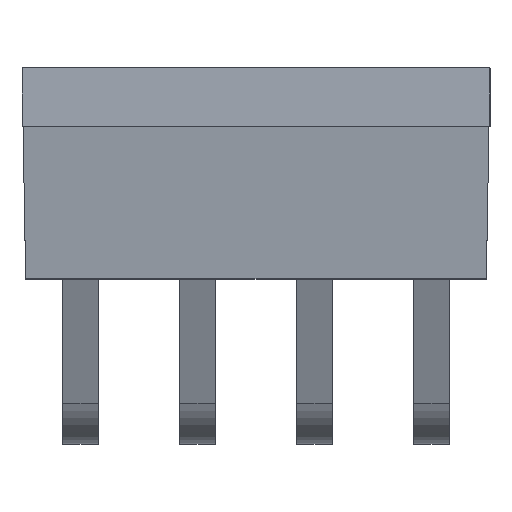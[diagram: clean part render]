
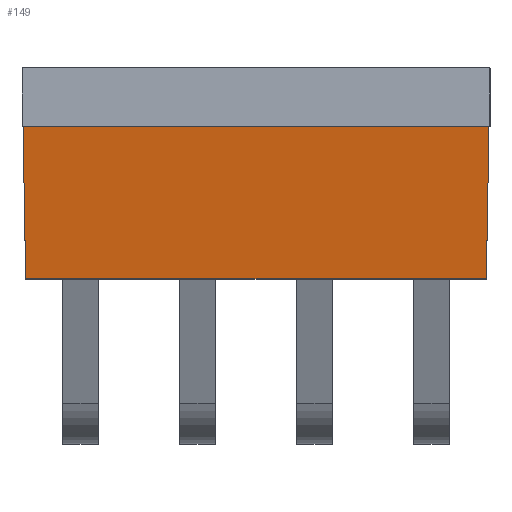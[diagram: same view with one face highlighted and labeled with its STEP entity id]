
A CAD part, top view. The second image highlights one B-rep face of the part: STEP entity #149.
In plain terms, the highlighted planar face has unit normal (0, -0.122, 0.993).
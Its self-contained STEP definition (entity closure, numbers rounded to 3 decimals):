
#149=ADVANCED_FACE('',(#306),#2715,.T.);
#306=FACE_OUTER_BOUND('',#464,.T.);
#464=EDGE_LOOP('',(#680,#681,#682,#683,#684,#685));
#680=ORIENTED_EDGE('',*,*,#1514,.T.);
#681=ORIENTED_EDGE('',*,*,#1494,.F.);
#682=ORIENTED_EDGE('',*,*,#1481,.F.);
#683=ORIENTED_EDGE('',*,*,#1489,.F.);
#684=ORIENTED_EDGE('',*,*,#1510,.F.);
#685=ORIENTED_EDGE('',*,*,#1506,.F.);
#1481=EDGE_CURVE('',#2346,#2349,#2063,.T.);
#1489=EDGE_CURVE('',#2354,#2346,#2071,.T.);
#1494=EDGE_CURVE('',#2349,#2356,#2076,.T.);
#1506=EDGE_CURVE('',#2367,#2366,#2085,.T.);
#1510=EDGE_CURVE('',#2366,#2354,#2088,.T.);
#1514=EDGE_CURVE('',#2367,#2356,#2092,.T.);
#2063=B_SPLINE_CURVE_WITH_KNOTS('',1,(#3068,#3069),.UNSPECIFIED.,.F.,.F.,
(2,2),(0.,8.16),.UNSPECIFIED.);
#2071=B_SPLINE_CURVE_WITH_KNOTS('',1,(#3084,#3085),.UNSPECIFIED.,.F.,.F.,
(2,2),(0.,0.978),.UNSPECIFIED.);
#2076=B_SPLINE_CURVE_WITH_KNOTS('',1,(#3094,#3095),.UNSPECIFIED.,.F.,.F.,
(2,2),(0.,0.978),.UNSPECIFIED.);
#2085=B_SPLINE_CURVE_WITH_KNOTS('',1,(#3127,#3128),.UNSPECIFIED.,.F.,.F.,
(2,2),(0.,10.),.UNSPECIFIED.);
#2088=B_SPLINE_CURVE_WITH_KNOTS('',1,(#3138,#3139),.UNSPECIFIED.,.F.,.F.,
(2,2),(0.,3.325),.UNSPECIFIED.);
#2092=B_SPLINE_CURVE_WITH_KNOTS('',1,(#3146,#3147),.UNSPECIFIED.,.F.,.F.,
(2,2),(0.,3.325),.UNSPECIFIED.);
#2346=VERTEX_POINT('',#3038);
#2349=VERTEX_POINT('',#3041);
#2354=VERTEX_POINT('',#3046);
#2356=VERTEX_POINT('',#3048);
#2366=VERTEX_POINT('',#3058);
#2367=VERTEX_POINT('',#3059);
#2715=PLANE('',#2826);
#2826=AXIS2_PLACEMENT_3D('',#3027,#2921,$);
#2921=DIRECTION('',(0.,-0.122,0.993));
#3027=CARTESIAN_POINT('',(-5.058,-1.27,8.69));
#3038=CARTESIAN_POINT('',(-4.08,-1.27,8.69));
#3041=CARTESIAN_POINT('',(4.08,-1.27,8.69));
#3046=CARTESIAN_POINT('',(-5.058,-1.27,8.69));
#3048=CARTESIAN_POINT('',(5.058,-1.27,8.69));
#3058=CARTESIAN_POINT('',(-5.,-4.57,8.285));
#3059=CARTESIAN_POINT('',(5.,-4.57,8.285));
#3068=CARTESIAN_POINT('',(-4.08,-1.27,8.69));
#3069=CARTESIAN_POINT('',(4.08,-1.27,8.69));
#3084=CARTESIAN_POINT('',(-5.058,-1.27,8.69));
#3085=CARTESIAN_POINT('',(-4.08,-1.27,8.69));
#3094=CARTESIAN_POINT('',(4.08,-1.27,8.69));
#3095=CARTESIAN_POINT('',(5.058,-1.27,8.69));
#3127=CARTESIAN_POINT('',(5.,-4.57,8.285));
#3128=CARTESIAN_POINT('',(-5.,-4.57,8.285));
#3138=CARTESIAN_POINT('',(-5.,-4.57,8.285));
#3139=CARTESIAN_POINT('',(-5.058,-1.27,8.69));
#3146=CARTESIAN_POINT('',(5.,-4.57,8.285));
#3147=CARTESIAN_POINT('',(5.058,-1.27,8.69));
